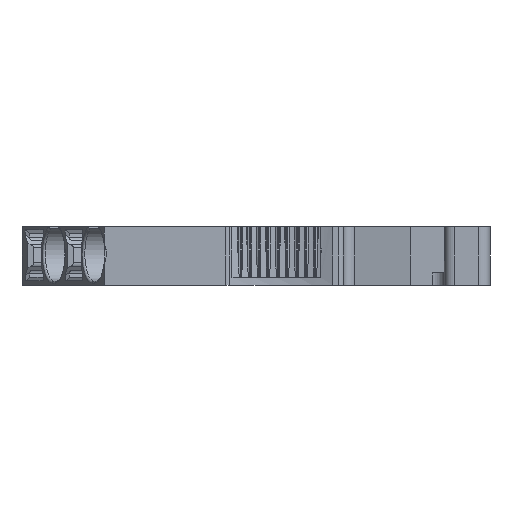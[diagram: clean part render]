
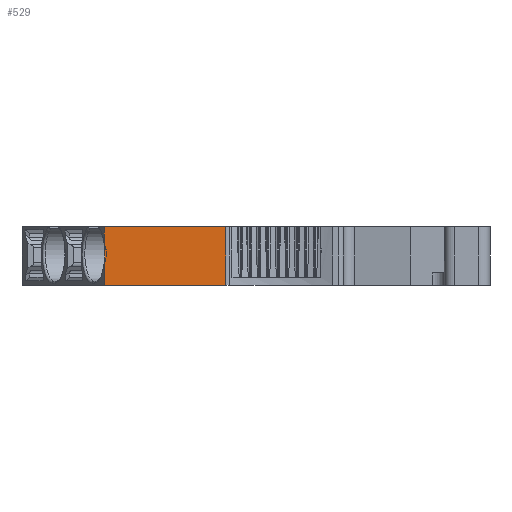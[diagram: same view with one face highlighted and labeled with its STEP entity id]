
A CAD part, left-side view. The second image highlights one B-rep face of the part: STEP entity #529.
In plain terms, the highlighted planar face has unit normal (-1, 0, 0).
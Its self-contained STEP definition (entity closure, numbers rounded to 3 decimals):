
#77=B_SPLINE_CURVE_WITH_KNOTS('',3,(#13388,#13389,#13390,#13391,#13392,
#13393,#13394,#13395,#13396,#13397),.UNSPECIFIED.,.F.,.F.,(4,3,3,4),(0.,
0.219,0.607,1.),.UNSPECIFIED.);
#231=PLANE('',#9312);
#529=ADVANCED_FACE('',(#1163),#231,.T.);
#1163=FACE_OUTER_BOUND('',#1630,.T.);
#1630=EDGE_LOOP('',(#4334,#4335,#4336,#4337,#4338,#4339));
#2093=LINE('',#12857,#2959);
#2256=LINE('',#13384,#3122);
#2257=LINE('',#13403,#3123);
#2270=LINE('',#13427,#3136);
#2271=LINE('',#13429,#3137);
#2959=VECTOR('',#10182,1.);
#3122=VECTOR('',#10619,1.);
#3123=VECTOR('',#10626,1.);
#3136=VECTOR('',#10649,1.);
#3137=VECTOR('',#10650,1.);
#4334=ORIENTED_EDGE('',*,*,#7518,.T.);
#4335=ORIENTED_EDGE('',*,*,#7764,.T.);
#4336=ORIENTED_EDGE('',*,*,#7765,.F.);
#4337=ORIENTED_EDGE('',*,*,#7747,.T.);
#4338=ORIENTED_EDGE('',*,*,#7749,.F.);
#4339=ORIENTED_EDGE('',*,*,#7751,.T.);
#6620=VERTEX_POINT('',#12856);
#6621=VERTEX_POINT('',#12858);
#6770=VERTEX_POINT('',#13381);
#6771=VERTEX_POINT('',#13383);
#6772=VERTEX_POINT('',#13387);
#6779=VERTEX_POINT('',#13428);
#7518=EDGE_CURVE('',#6621,#6620,#2093,.T.);
#7747=EDGE_CURVE('',#6770,#6771,#2256,.T.);
#7749=EDGE_CURVE('',#6772,#6771,#77,.T.);
#7751=EDGE_CURVE('',#6772,#6621,#2257,.T.);
#7764=EDGE_CURVE('',#6620,#6779,#2270,.T.);
#7765=EDGE_CURVE('',#6770,#6779,#2271,.T.);
#9312=AXIS2_PLACEMENT_3D('',#13430,#10651,#10652);
#10182=DIRECTION('',(0.,-1.,0.));
#10619=DIRECTION('',(0.,0.,-1.));
#10626=DIRECTION('',(0.,0.,-1.));
#10649=DIRECTION('',(0.,0.,1.));
#10650=DIRECTION('',(0.,-1.,0.));
#10651=DIRECTION('',(-1.,0.,0.));
#10652=DIRECTION('',(0.,1.,0.));
#12856=CARTESIAN_POINT('',(-23.136,12.321,-5.2));
#12857=CARTESIAN_POINT('',(-23.136,23.064,-5.2));
#12858=CARTESIAN_POINT('',(-23.136,23.064,-5.2));
#13381=CARTESIAN_POINT('',(-23.136,23.064,0.));
#13383=CARTESIAN_POINT('',(-23.136,23.064,-1.499));
#13384=CARTESIAN_POINT('',(-23.136,23.064,-5.2));
#13387=CARTESIAN_POINT('',(-23.136,23.064,-3.331));
#13388=CARTESIAN_POINT('',(-23.136,23.064,-3.331));
#13389=CARTESIAN_POINT('',(-23.136,23.064,-3.197));
#13390=CARTESIAN_POINT('',(-23.136,23.048,-3.063));
#13391=CARTESIAN_POINT('',(-23.136,23.034,-2.931));
#13392=CARTESIAN_POINT('',(-23.136,23.008,-2.695));
#13393=CARTESIAN_POINT('',(-23.136,22.99,-2.456));
#13394=CARTESIAN_POINT('',(-23.136,23.004,-2.219));
#13395=CARTESIAN_POINT('',(-23.136,23.019,-1.979));
#13396=CARTESIAN_POINT('',(-23.136,23.064,-1.74));
#13397=CARTESIAN_POINT('',(-23.136,23.064,-1.499));
#13403=CARTESIAN_POINT('',(-23.136,23.064,-5.2));
#13427=CARTESIAN_POINT('',(-23.136,12.321,0.));
#13428=CARTESIAN_POINT('',(-23.136,12.321,0.));
#13429=CARTESIAN_POINT('',(-23.136,23.064,0.));
#13430=CARTESIAN_POINT('',(-23.136,23.064,-5.2));
